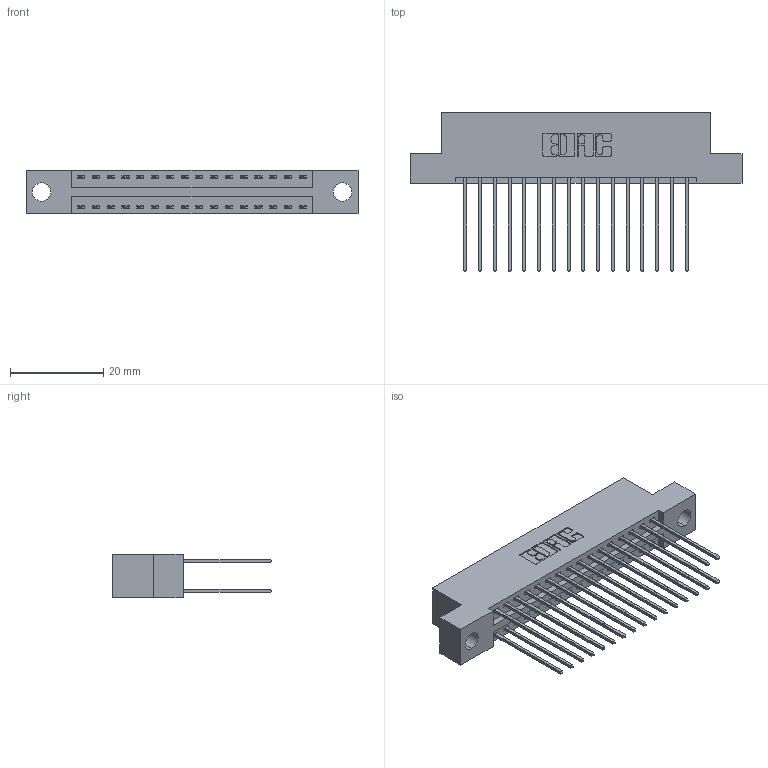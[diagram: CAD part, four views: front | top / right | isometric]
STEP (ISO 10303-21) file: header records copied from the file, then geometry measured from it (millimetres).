
FILE_DESCRIPTION (( 'STEP AP203' ), '1' );
FILE_NAME ('396-032-541-204.STEP', '2019-10-30T06:25:07', ( '' ), ( '' ), 'SwSTEP 2.0', 'SolidWorks 2016', '' );
FILE_SCHEMA (( 'CONFIG_CONTROL_DESIGN' ));
Length unit declared in the file: inch
Products named in the file (3): 396-032-541-204; 345-292-001_345-293-141; 346 Part_Flush Mounting Lugs - 0.156 Dia-TH
Assembly tree (33 placements, depth 2):
  396-032-541-204
    346 Part_Flush Mounting Lugs - 0.156 Dia-TH
    345-292-001_345-293-141  x32
Bounding box: 71.37 x 34.29 x 9.4 mm (x, y, z)
Volume: 6853.6 mm3; surface area: 9705.9 mm2
Topology: 33 solids, 33 shells, 1786 faces, 5289 edges, 3482 vertices
Faces by surface type: plane 1196, cylinder 590
Entity records: 13963 total; most frequent: CARTESIAN_POINT 2336, ORIENTED_EDGE 2270, DIRECTION 2111, EDGE_CURVE 1135, VECTOR 939, LINE 939, VERTEX_POINT 754, AXIS2_PLACEMENT_3D 586
